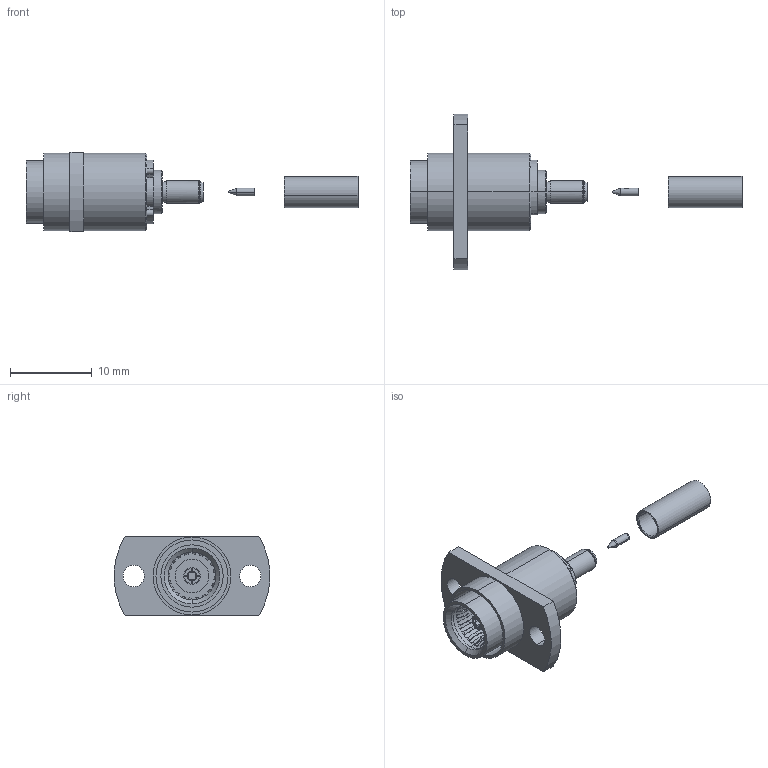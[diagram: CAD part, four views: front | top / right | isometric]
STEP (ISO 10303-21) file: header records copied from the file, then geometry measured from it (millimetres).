
FILE_DESCRIPTION (( 'STEP AP203' ), '1' );
FILE_NAME ('BMA-PJ-1.5_A.STEP', '2025-03-10T00:41:01', ( '' ), ( '' ), 'SwSTEP 2.0', 'SolidWorks 2022', '' );
FILE_SCHEMA (( 'CONFIG_CONTROL_DESIGN' ));
Length unit declared in the file: millimetre
Products named in the file (1): BMA-PJ-1.5_A
Bounding box: 40.49 x 18.94 x 9.7 mm (x, y, z)
Volume: 1010.3 mm3; surface area: 1660.6 mm2
Topology: 3 solids, 3 shells, 441 faces, 1244 edges, 815 vertices
Faces by surface type: cylinder 144, bspline 90, torus 86, plane 83, cone 38
Entity records: 22746 total; most frequent: CARTESIAN_POINT 12492, ORIENTED_EDGE 2484, DIRECTION 1685, EDGE_CURVE 1242, VERTEX_POINT 815, AXIS2_PLACEMENT_3D 692, B_SPLINE_CURVE_WITH_KNOTS 511, EDGE_LOOP 503
